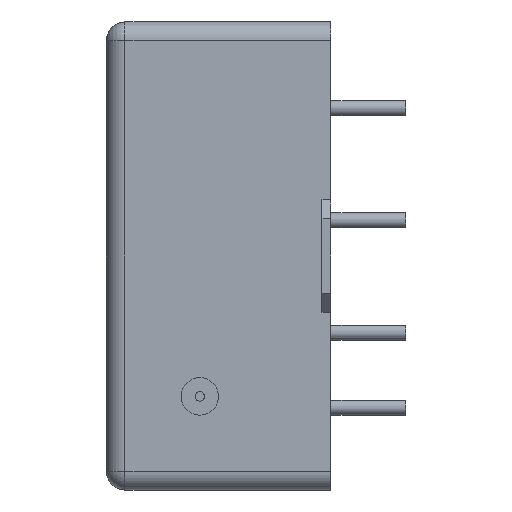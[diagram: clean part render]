
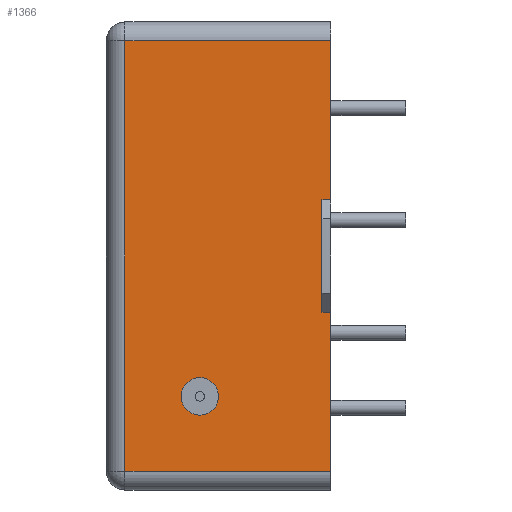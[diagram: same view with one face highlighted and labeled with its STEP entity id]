
A CAD part, left-side view. The second image highlights one B-rep face of the part: STEP entity #1366.
In plain terms, the highlighted planar face has unit normal (-1, 0, 0).
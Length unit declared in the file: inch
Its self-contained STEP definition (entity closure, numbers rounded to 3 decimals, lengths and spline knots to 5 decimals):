
#16 = VECTOR ( 'NONE', #430, 39.37008 ) ;
#27 = VECTOR ( 'NONE', #837, 39.37008 ) ;
#78 = CARTESIAN_POINT ( 'NONE',  ( -1.5, 0.55, 0.625 ) ) ;
#99 = CARTESIAN_POINT ( 'NONE',  ( -1.5, 0., 0.15 ) ) ;
#148 = CARTESIAN_POINT ( 'NONE',  ( -1.5, 0.024, 0.15 ) ) ;
#161 = VERTEX_POINT ( 'NONE', #1150 ) ;
#212 = LINE ( 'NONE', #1504, #1610 ) ;
#286 = CARTESIAN_POINT ( 'NONE',  ( -1.5, 0.55, -0.575 ) ) ;
#305 = VECTOR ( 'NONE', #658, 39.37008 ) ;
#309 = ORIENTED_EDGE ( 'NONE', *, *, #510, .T. ) ;
#335 = CARTESIAN_POINT ( 'NONE',  ( -1.5, 0.35, -0.325 ) ) ;
#339 = DIRECTION ( 'NONE',  ( 0., -1., 0. ) ) ;
#368 = EDGE_CURVE ( 'NONE', #1734, #161, #1049, .T. ) ;
#385 = EDGE_LOOP ( 'NONE', ( #1859, #1386, #2083, #1755, #1769, #641, #891, #309 ) ) ;
#406 = EDGE_CURVE ( 'NONE', #906, #896, #450, .T. ) ;
#430 = DIRECTION ( 'NONE',  ( 0., 0., -1. ) ) ;
#433 = DIRECTION ( 'NONE',  ( 1., 0., 0. ) ) ;
#447 = LINE ( 'NONE', #78, #16 ) ;
#450 = LINE ( 'NONE', #148, #305 ) ;
#502 = VERTEX_POINT ( 'NONE', #2166 ) ;
#510 = EDGE_CURVE ( 'NONE', #869, #502, #1853, .T. ) ;
#535 = DIRECTION ( 'NONE',  ( 0., 1., 0. ) ) ;
#558 = CIRCLE ( 'NONE', #1780, 0.05 ) ;
#577 = VERTEX_POINT ( 'NONE', #335 ) ;
#580 = CARTESIAN_POINT ( 'NONE',  ( -1.5, 0., 0.575 ) ) ;
#624 = LINE ( 'NONE', #941, #1750 ) ;
#636 = EDGE_CURVE ( 'NONE', #901, #1209, #1725, .T. ) ;
#641 = ORIENTED_EDGE ( 'NONE', *, *, #406, .T. ) ;
#654 = CARTESIAN_POINT ( 'NONE',  ( -1.5, 0.024, -0.15 ) ) ;
#658 = DIRECTION ( 'NONE',  ( 0., -1., 0. ) ) ;
#678 = DIRECTION ( 'NONE',  ( -1., 0., 0. ) ) ;
#743 = DIRECTION ( 'NONE',  ( 0., 0., -1. ) ) ;
#761 = CARTESIAN_POINT ( 'NONE',  ( -1.5, 0.024, -0.15 ) ) ;
#798 = AXIS2_PLACEMENT_3D ( 'NONE', #1217, #678, #838 ) ;
#800 = EDGE_CURVE ( 'NONE', #896, #869, #212, .T. ) ;
#837 = DIRECTION ( 'NONE',  ( 0., -1., 0. ) ) ;
#838 = DIRECTION ( 'NONE',  ( 0., 0., -1. ) ) ;
#864 = VECTOR ( 'NONE', #2225, 39.37008 ) ;
#869 = VERTEX_POINT ( 'NONE', #580 ) ;
#885 = CARTESIAN_POINT ( 'NONE',  ( -1.5, 0.6, -0.575 ) ) ;
#891 = ORIENTED_EDGE ( 'NONE', *, *, #800, .T. ) ;
#896 = VERTEX_POINT ( 'NONE', #99 ) ;
#901 = VERTEX_POINT ( 'NONE', #286 ) ;
#906 = VERTEX_POINT ( 'NONE', #2235 ) ;
#911 = CARTESIAN_POINT ( 'NONE',  ( -1.5, 0., -0.575 ) ) ;
#937 = DIRECTION ( 'NONE',  ( 0., 0., 1. ) ) ;
#941 = CARTESIAN_POINT ( 'NONE',  ( -1.5, 0., 0.625 ) ) ;
#986 = EDGE_CURVE ( 'NONE', #502, #901, #447, .T. ) ;
#1049 = LINE ( 'NONE', #654, #27 ) ;
#1137 = EDGE_CURVE ( 'NONE', #577, #1670, #2149, .T. ) ;
#1149 = PLANE ( 'NONE',  #1694 ) ;
#1150 = CARTESIAN_POINT ( 'NONE',  ( -1.5, 0., -0.15 ) ) ;
#1209 = VERTEX_POINT ( 'NONE', #911 ) ;
#1217 = CARTESIAN_POINT ( 'NONE',  ( -1.5, 0.35, -0.375 ) ) ;
#1267 = ORIENTED_EDGE ( 'NONE', *, *, #2146, .F. ) ;
#1285 = ORIENTED_EDGE ( 'NONE', *, *, #1137, .F. ) ;
#1312 = FACE_BOUND ( 'NONE', #2025, .T. ) ;
#1331 = CARTESIAN_POINT ( 'NONE',  ( -1.5, 0.6, 0.625 ) ) ;
#1340 = LINE ( 'NONE', #2067, #864 ) ;
#1366 = ADVANCED_FACE ( 'NONE', ( #1369, #1312 ), #1149, .F. ) ;
#1369 = FACE_OUTER_BOUND ( 'NONE', #385, .T. ) ;
#1386 = ORIENTED_EDGE ( 'NONE', *, *, #636, .T. ) ;
#1422 = EDGE_CURVE ( 'NONE', #906, #1734, #1340, .T. ) ;
#1504 = CARTESIAN_POINT ( 'NONE',  ( -1.5, 0., 0.625 ) ) ;
#1577 = DIRECTION ( 'NONE',  ( -1., 0., 0. ) ) ;
#1582 = DIRECTION ( 'NONE',  ( 0., 0., -1. ) ) ;
#1610 = VECTOR ( 'NONE', #937, 39.37008 ) ;
#1670 = VERTEX_POINT ( 'NONE', #1975 ) ;
#1694 = AXIS2_PLACEMENT_3D ( 'NONE', #1331, #433, #743 ) ;
#1725 = LINE ( 'NONE', #885, #1812 ) ;
#1734 = VERTEX_POINT ( 'NONE', #761 ) ;
#1750 = VECTOR ( 'NONE', #2020, 39.37008 ) ;
#1755 = ORIENTED_EDGE ( 'NONE', *, *, #368, .F. ) ;
#1766 = EDGE_CURVE ( 'NONE', #1209, #161, #624, .T. ) ;
#1769 = ORIENTED_EDGE ( 'NONE', *, *, #1422, .F. ) ;
#1780 = AXIS2_PLACEMENT_3D ( 'NONE', #2142, #1577, #1582 ) ;
#1812 = VECTOR ( 'NONE', #339, 39.37008 ) ;
#1853 = LINE ( 'NONE', #1970, #2264 ) ;
#1859 = ORIENTED_EDGE ( 'NONE', *, *, #986, .T. ) ;
#1970 = CARTESIAN_POINT ( 'NONE',  ( -1.5, 0.6, 0.575 ) ) ;
#1975 = CARTESIAN_POINT ( 'NONE',  ( -1.5, 0.35, -0.425 ) ) ;
#2020 = DIRECTION ( 'NONE',  ( 0., 0., 1. ) ) ;
#2025 = EDGE_LOOP ( 'NONE', ( #1267, #1285 ) ) ;
#2067 = CARTESIAN_POINT ( 'NONE',  ( -1.5, 0.024, -0.15 ) ) ;
#2083 = ORIENTED_EDGE ( 'NONE', *, *, #1766, .T. ) ;
#2142 = CARTESIAN_POINT ( 'NONE',  ( -1.5, 0.35, -0.375 ) ) ;
#2146 = EDGE_CURVE ( 'NONE', #1670, #577, #558, .T. ) ;
#2149 = CIRCLE ( 'NONE', #798, 0.05 ) ;
#2166 = CARTESIAN_POINT ( 'NONE',  ( -1.5, 0.55, 0.575 ) ) ;
#2225 = DIRECTION ( 'NONE',  ( 0., 0., -1. ) ) ;
#2235 = CARTESIAN_POINT ( 'NONE',  ( -1.5, 0.024, 0.15 ) ) ;
#2264 = VECTOR ( 'NONE', #535, 39.37008 ) ;
